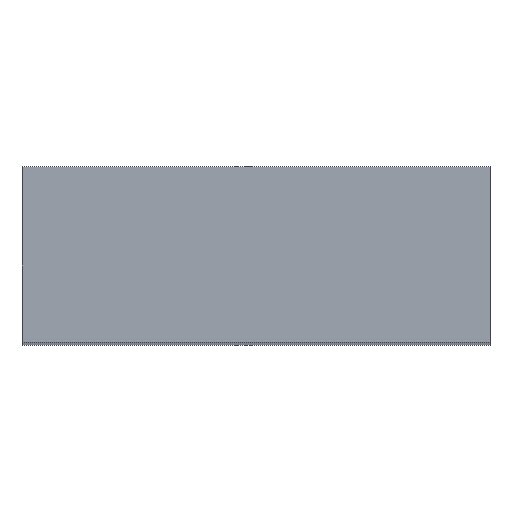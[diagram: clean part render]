
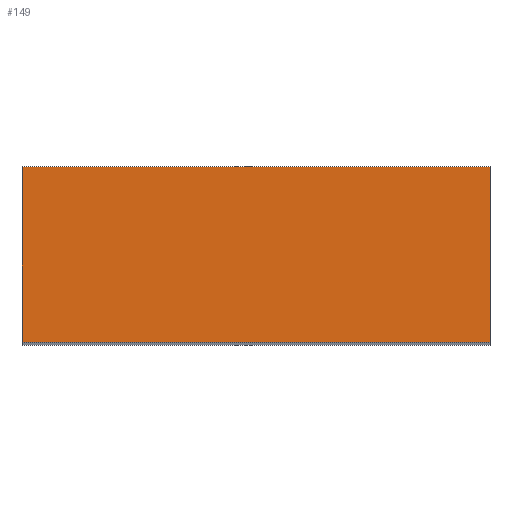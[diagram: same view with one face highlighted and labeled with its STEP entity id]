
A CAD part, top view. The second image highlights one B-rep face of the part: STEP entity #149.
In plain terms, the highlighted planar face has unit normal (0, 0, 1).
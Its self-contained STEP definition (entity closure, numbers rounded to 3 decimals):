
#21=PLANE('',#184);
#29=FACE_OUTER_BOUND('',#37,.T.);
#37=EDGE_LOOP('',(#123,#124,#125,#126));
#53=LINE('',#255,#67);
#54=LINE('',#258,#68);
#55=LINE('',#260,#69);
#56=LINE('',#261,#70);
#67=VECTOR('',#214,10.);
#68=VECTOR('',#217,10.);
#69=VECTOR('',#218,10.);
#70=VECTOR('',#219,10.);
#85=VERTEX_POINT('',#251);
#86=VERTEX_POINT('',#253);
#87=VERTEX_POINT('',#257);
#88=VERTEX_POINT('',#259);
#101=EDGE_CURVE('',#85,#86,#53,.T.);
#102=EDGE_CURVE('',#87,#85,#54,.T.);
#103=EDGE_CURVE('',#88,#86,#55,.T.);
#104=EDGE_CURVE('',#87,#88,#56,.T.);
#123=ORIENTED_EDGE('',*,*,#102,.T.);
#124=ORIENTED_EDGE('',*,*,#101,.T.);
#125=ORIENTED_EDGE('',*,*,#103,.F.);
#126=ORIENTED_EDGE('',*,*,#104,.F.);
#149=ADVANCED_FACE('',(#29),#21,.T.);
#184=AXIS2_PLACEMENT_3D('',#256,#215,#216);
#214=DIRECTION('',(0.,1.,0.));
#215=DIRECTION('center_axis',(0.,0.,1.));
#216=DIRECTION('ref_axis',(1.,0.,0.));
#217=DIRECTION('',(1.,0.,0.));
#218=DIRECTION('',(1.,0.,0.));
#219=DIRECTION('',(0.,1.,0.));
#251=CARTESIAN_POINT('',(4.,0.,15.));
#253=CARTESIAN_POINT('',(4.,3.,15.));
#255=CARTESIAN_POINT('',(4.,0.,15.));
#256=CARTESIAN_POINT('Origin',(-4.,0.,15.));
#257=CARTESIAN_POINT('',(-4.,0.,15.));
#258=CARTESIAN_POINT('',(-4.,0.,15.));
#259=CARTESIAN_POINT('',(-4.,3.,15.));
#260=CARTESIAN_POINT('',(-4.,3.,15.));
#261=CARTESIAN_POINT('',(-4.,0.,15.));
